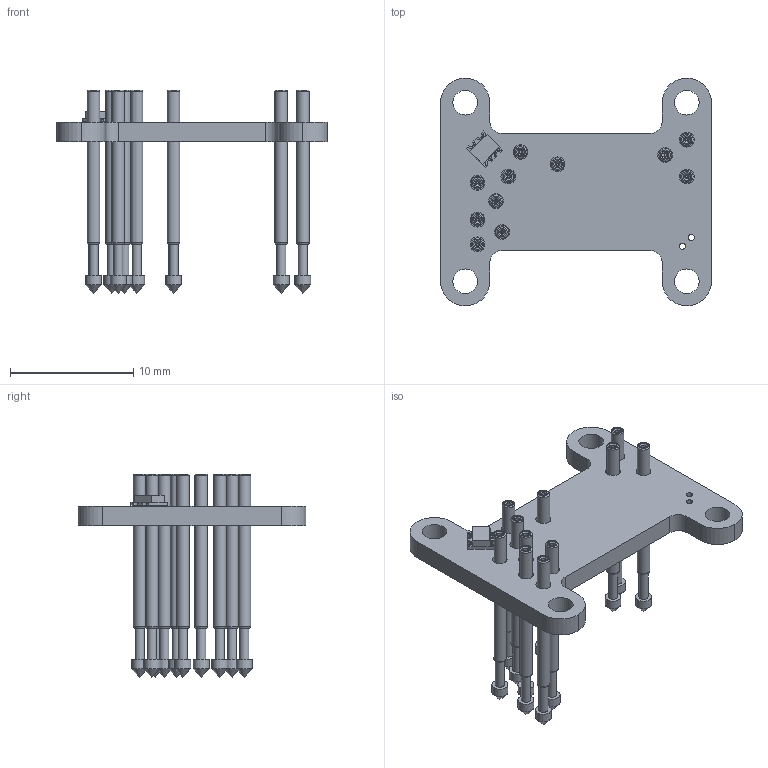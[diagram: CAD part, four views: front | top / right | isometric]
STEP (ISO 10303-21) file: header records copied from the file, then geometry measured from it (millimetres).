
FILE_DESCRIPTION(('KiCad electronic assembly'),'2;1');
FILE_NAME('ext_board_drv2605.step','2023-02-23T12:10:30',('Pcbnew'),( 'Kicad'),'Open CASCADE STEP processor 7.5','KiCad to STEP converter' ,'Unknown');
FILE_SCHEMA(('AUTOMOTIVE_DESIGN { 1 0 10303 214 1 1 1 1 }'));
Length unit declared in the file: millimetre
Products named in the file (6): ext_board_drv2605 1; WS2812-2020; COMPOUND; pogo_pin_1.02-16.54; SOLID; ext_board_drv2605 PCB
Assembly tree (15 placements, depth 3):
  ext_board_drv2605 1
    WS2812-2020
      COMPOUND
    pogo_pin_1.02-16.54  x11
      SOLID
    ext_board_drv2605 PCB
Bounding box: 22 x 18.5 x 16.54 mm (x, y, z)
Volume: 538.1 mm3; surface area: 1384.4 mm2
Topology: 18 solids, 18 shells, 289 faces, 624 edges, 393 vertices
Faces by surface type: plane 139, cylinder 93, torus 33, cone 11, revolution 11, bspline 2
Full cylindrical faces by diameter (mm): 0.4 x11, 0.5 x2, 0.74 x11, 1.02 x11, 1.2 x11, 1.3 x11, 2 x4
Entity records: 10545 total; most frequent: CARTESIAN_POINT 2356, DIRECTION 1497, LINE 915, VECTOR 915, ORIENTED_EDGE 786, PCURVE 786, DEFINITIONAL_REPRESENTATION 786, EDGE_CURVE 393
